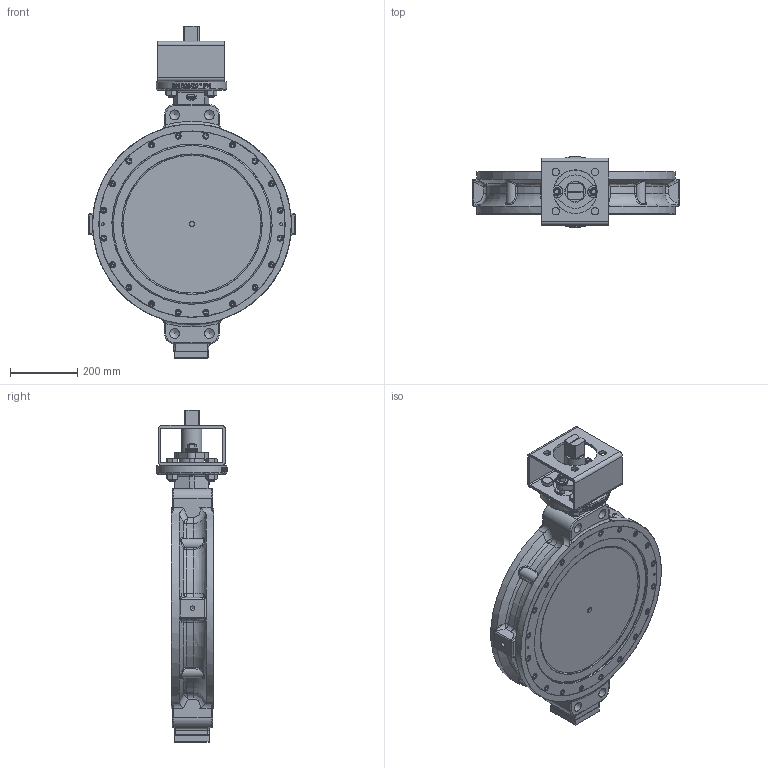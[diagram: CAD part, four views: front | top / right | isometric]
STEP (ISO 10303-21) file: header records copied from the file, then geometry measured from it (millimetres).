
FILE_DESCRIPTION((''),'2;1');
FILE_NAME('HP111 DN500-01.stp','2008-11-06T09:20:42',('hellwig'),(''),'Autodesk Inventor 2008','Autodesk Inventor 2008','');
FILE_SCHEMA(('AUTOMOTIVE_DESIGN { 1 0 10303 214 1 1 1 1 }'));
Length unit declared in the file: millimetre
Products named in the file (1): Bauteil7
Bounding box: 617 x 211.48 x 990 mm (x, y, z)
Volume: 22756084.4 mm3; surface area: 2068711.3 mm2
Topology: 7 solids, 69 shells, 1943 faces, 4602 edges, 2823 vertices
Faces by surface type: plane 664, bspline 544, cylinder 437, cone 207, torus 75, sphere 16
Full cylindrical faces by diameter (mm): 6 x4, 10 x20, 12 x4, 13.835 x1, 14 x1, 16 x27, 16.2 x3, 17.5 x2, 18 x4, 18.3 x12, 18.647 x4, 20 x8, 22 x4, 27.7 x4, 29.211 x4, 35.5 x12, 60 x4, 60.05 x4, 60.2 x4, 63 x1, 64.5 x1, 65.5 x1, 66 x1, 73.8 x1, 74 x2, 74.5 x1, 75.8 x1, 75.9 x1, 130 x1, 130.1 x1
Entity records: 90222 total; most frequent: CARTESIAN_POINT 50280, ORIENTED_EDGE 7692, DIRECTION 7276, EDGE_CURVE 3846, AXIS2_PLACEMENT_3D 2940, EDGE_LOOP 2637, VERTEX_POINT 2611, FACE_OUTER_BOUND 1943
